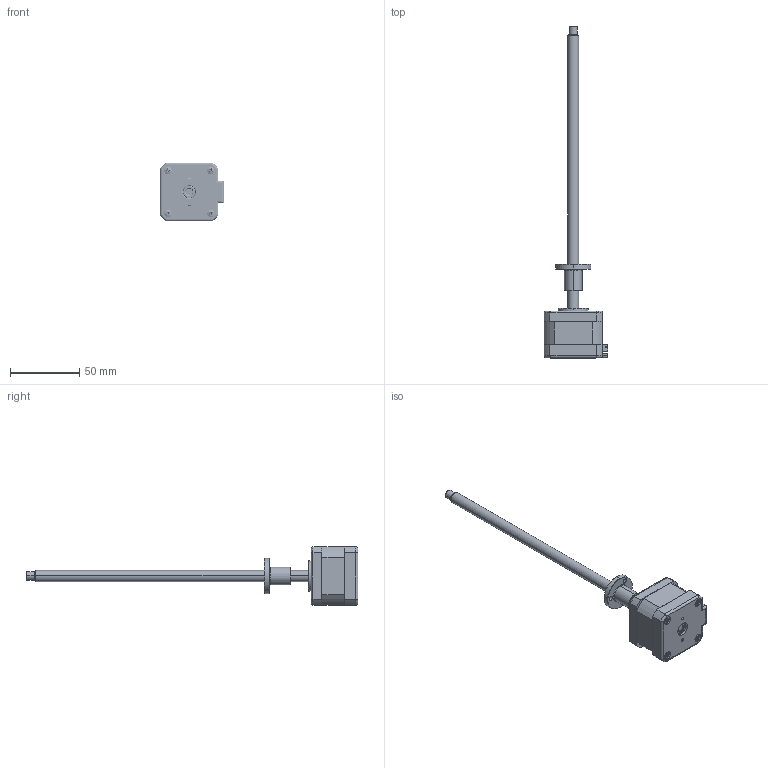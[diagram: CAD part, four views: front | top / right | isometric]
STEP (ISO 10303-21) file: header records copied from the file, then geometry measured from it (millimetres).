
FILE_DESCRIPTION (( 'STEP AP203' ), '1' );
FILE_NAME ('LE174S-T0808-200-AR3-S-150.STEP', '2018-07-23T02:53:47', ( '' ), ( '' ), 'SwSTEP 2.0', 'SolidWorks 2014', '' );
FILE_SCHEMA (( 'CONFIG_CONTROL_DESIGN' ));
Length unit declared in the file: millimetre
Products named in the file (4): LE17HD4P4150-BR50; T0808佪裝; 圆形普通螺母AR3_圆形螺母A3; LE174S-T0808-200-AR3-S-150
Assembly tree (3 placements, depth 2):
  LE174S-T0808-200-AR3-S-150
    LE17HD4P4150-BR50
    T0808佪裝
    圆形普通螺母AR3_圆形螺母A3
Bounding box: 46.2 x 239.8 x 42.2 mm (x, y, z)
Volume: 52297.3 mm3; surface area: 42729.1 mm2
Topology: 17 solids, 17 shells, 2014 faces, 5588 edges, 3684 vertices
Faces by surface type: cylinder 1128, plane 746, cone 82, torus 38, bspline 12, sphere 8
Entity records: 84268 total; most frequent: CARTESIAN_POINT 32788, ORIENTED_EDGE 11176, DIRECTION 10578, EDGE_CURVE 5588, AXIS2_PLACEMENT_3D 3798, VERTEX_POINT 3684, LINE 2982, VECTOR 2982
